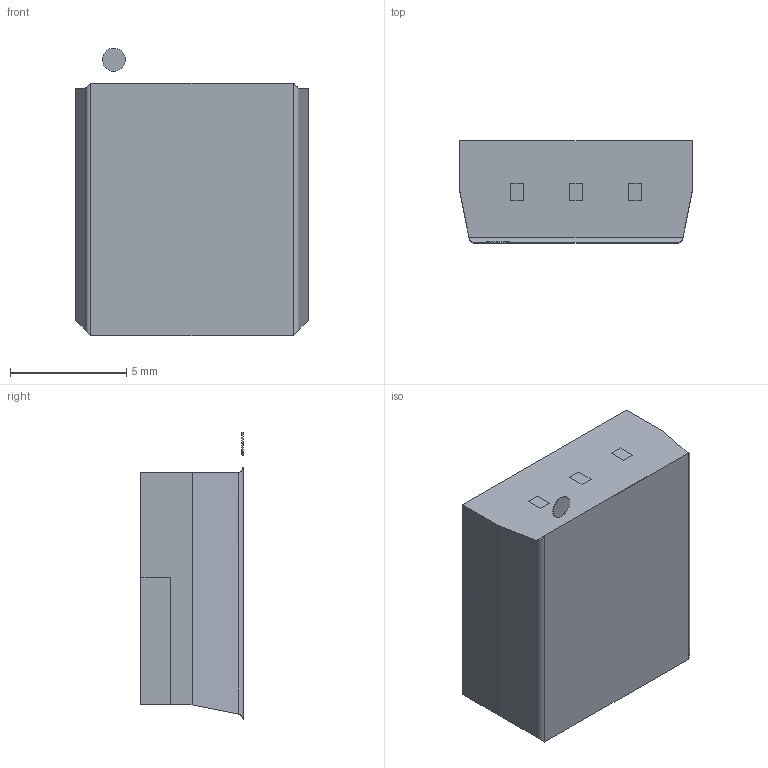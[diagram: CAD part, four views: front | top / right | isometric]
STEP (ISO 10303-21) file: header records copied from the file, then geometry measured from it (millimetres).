
FILE_DESCRIPTION (( 'STEP AP214' ), '1' );
FILE_NAME ( 'TO254P1000X440X100-3.STEP', '2022-05-25T16:56:55', ( '' ), ( '' ), '', '©2017 PCB Libraries, Inc.', '' );
FILE_SCHEMA (( 'AUTOMOTIVE_DESIGN' ));
Length unit declared in the file: millimetre
Products named in the file (1): TO254P1000X440X100-3
Bounding box: 10 x 4.4 x 12.39 mm (x, y, z)
Volume: 502.3 mm3; surface area: 583.1 mm2
Topology: 6 solids, 6 shells, 55 faces, 125 edges, 82 vertices
Faces by surface type: plane 47, cylinder 6, torus 2
Entity records: 1744 total; most frequent: CARTESIAN_POINT 280, ORIENTED_EDGE 250, DIRECTION 239, EDGE_CURVE 125, VECTOR 109, LINE 109, VERTEX_POINT 82, AXIS2_PLACEMENT_3D 65
